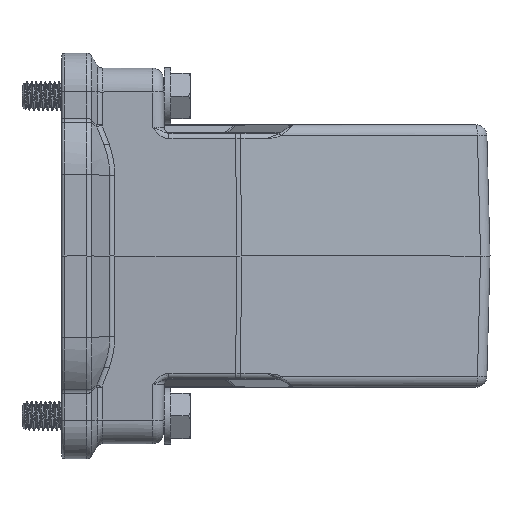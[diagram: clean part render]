
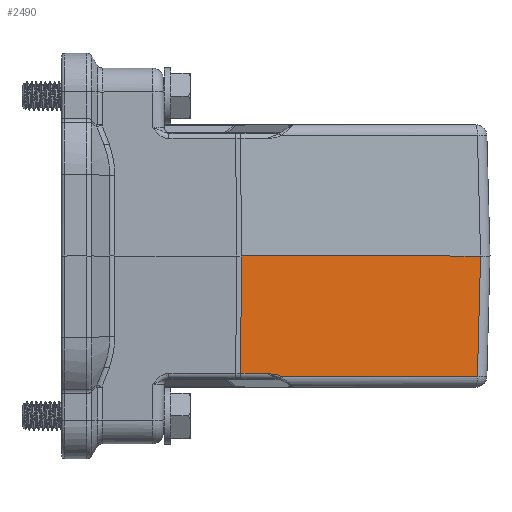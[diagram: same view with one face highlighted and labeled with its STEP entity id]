
A CAD part, left-side view. The second image highlights one B-rep face of the part: STEP entity #2490.
In plain terms, the highlighted planar face has unit normal (-0.985, -0.174, -0.026).
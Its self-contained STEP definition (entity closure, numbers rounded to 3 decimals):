
#1821=PLANE('',#16679);
#2490=ADVANCED_FACE('',(#3724),#1821,.T.);
#3724=FACE_OUTER_BOUND('',#4636,.T.);
#4636=EDGE_LOOP('',(#8852,#8853,#8854,#8855,#8856,#8857,#8858,#8859,#8860));
#6001=LINE('',#26141,#6893);
#6007=LINE('',#26220,#6899);
#6028=LINE('',#26479,#6920);
#6033=LINE('',#26507,#6925);
#6034=LINE('',#26509,#6926);
#6035=LINE('',#26511,#6927);
#6037=LINE('',#26517,#6929);
#6038=LINE('',#26519,#6930);
#6893=VECTOR('',#18560,1.);
#6899=VECTOR('',#18586,1.);
#6920=VECTOR('',#18697,1.);
#6925=VECTOR('',#18716,1.);
#6926=VECTOR('',#18717,1.);
#6927=VECTOR('',#18718,1.);
#6929=VECTOR('',#18726,1.);
#6930=VECTOR('',#18729,1.);
#8852=ORIENTED_EDGE('',*,*,#14080,.F.);
#8853=ORIENTED_EDGE('',*,*,#14079,.T.);
#8854=ORIENTED_EDGE('',*,*,#14078,.T.);
#8855=ORIENTED_EDGE('',*,*,#14069,.T.);
#8856=ORIENTED_EDGE('',*,*,#14084,.F.);
#8857=ORIENTED_EDGE('',*,*,#13985,.T.);
#8858=ORIENTED_EDGE('',*,*,#13988,.F.);
#8859=ORIENTED_EDGE('',*,*,#14006,.F.);
#8860=ORIENTED_EDGE('',*,*,#14083,.T.);
#12412=VERTEX_POINT('',#26030);
#12413=VERTEX_POINT('',#26038);
#12415=VERTEX_POINT('',#26140);
#12426=VERTEX_POINT('',#26219);
#12456=VERTEX_POINT('',#26456);
#12460=VERTEX_POINT('',#26476);
#12466=VERTEX_POINT('',#26508);
#12467=VERTEX_POINT('',#26510);
#12468=VERTEX_POINT('',#26512);
#13985=EDGE_CURVE('',#12412,#12413,#15732,.T.);
#13988=EDGE_CURVE('',#12415,#12413,#6001,.T.);
#14006=EDGE_CURVE('',#12426,#12415,#6007,.T.);
#14069=EDGE_CURVE('',#12460,#12456,#6028,.T.);
#14078=EDGE_CURVE('',#12466,#12460,#6033,.T.);
#14079=EDGE_CURVE('',#12467,#12466,#6034,.T.);
#14080=EDGE_CURVE('',#12467,#12468,#6035,.T.);
#14083=EDGE_CURVE('',#12426,#12468,#6037,.T.);
#14084=EDGE_CURVE('',#12412,#12456,#6038,.T.);
#15732=B_SPLINE_CURVE_WITH_KNOTS('',3,(#26039,#26040,#26041,#26042,#26043,
#26044,#26045),.UNSPECIFIED.,.F.,.F.,(4,1,1,1,4),(0.,0.25,0.5,0.75,1.),
 .UNSPECIFIED.);
#16679=AXIS2_PLACEMENT_3D('',#26520,#18730,#18731);
#18560=DIRECTION('',(-0.164,0.853,0.495));
#18586=DIRECTION('',(-0.174,0.985,0.));
#18697=DIRECTION('',(0.026,0.002,-1.));
#18716=DIRECTION('',(-0.174,0.985,0.));
#18717=DIRECTION('',(-0.174,0.985,0.));
#18718=DIRECTION('',(0.174,-0.985,0.));
#18726=DIRECTION('',(-0.022,-0.026,0.999));
#18729=DIRECTION('',(-0.174,0.985,0.));
#18730=DIRECTION('',(-0.984,-0.174,-0.026));
#18731=DIRECTION('',(0.174,-0.985,0.));
#26030=CARTESIAN_POINT('',(-126.661,5.259,-20.526));
#26038=CARTESIAN_POINT('',(-126.18,2.605,-21.033));
#26039=CARTESIAN_POINT('',(-126.661,5.259,-20.526));
#26040=CARTESIAN_POINT('',(-126.614,4.996,-20.552));
#26041=CARTESIAN_POINT('',(-126.523,4.489,-20.606));
#26042=CARTESIAN_POINT('',(-126.398,3.788,-20.697));
#26043=CARTESIAN_POINT('',(-126.28,3.138,-20.798));
#26044=CARTESIAN_POINT('',(-126.211,2.769,-20.938));
#26045=CARTESIAN_POINT('',(-126.18,2.605,-21.033));
#26140=CARTESIAN_POINT('',(-126.174,2.571,-21.052));
#26141=CARTESIAN_POINT('',(-125.848,0.872,-22.039));
#26219=CARTESIAN_POINT('',(-120.113,-31.802,-21.052));
#26220=CARTESIAN_POINT('',(-123.766,-11.083,-21.052));
#26456=CARTESIAN_POINT('',(-127.429,9.611,-20.526));
#26476=CARTESIAN_POINT('',(-127.966,9.564,0.));
#26479=CARTESIAN_POINT('',(-127.689,9.589,-10.574));
#26507=CARTESIAN_POINT('',(-127.592,7.439,0.));
#26508=CARTESIAN_POINT('',(-127.592,7.439,0.));
#26509=CARTESIAN_POINT('',(-121.087,-29.449,0.));
#26510=CARTESIAN_POINT('',(-121.087,-29.449,0.));
#26511=CARTESIAN_POINT('',(-121.087,-29.449,0.));
#26512=CARTESIAN_POINT('',(-120.575,-32.353,0.));
#26517=CARTESIAN_POINT('',(-120.334,-32.065,-10.993));
#26519=CARTESIAN_POINT('',(-123.779,-11.086,-20.526));
#26520=CARTESIAN_POINT('',(-124.037,-11.131,-10.526));
